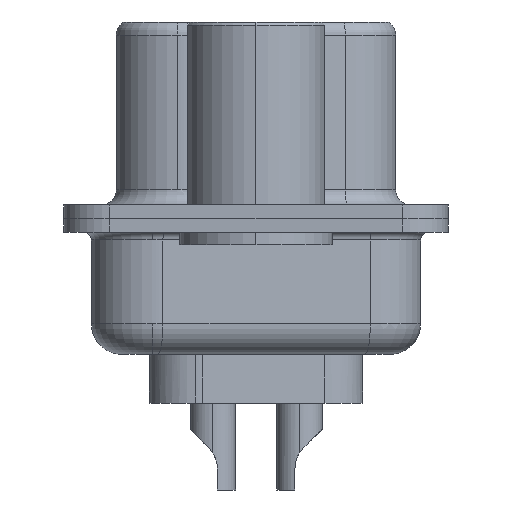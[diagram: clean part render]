
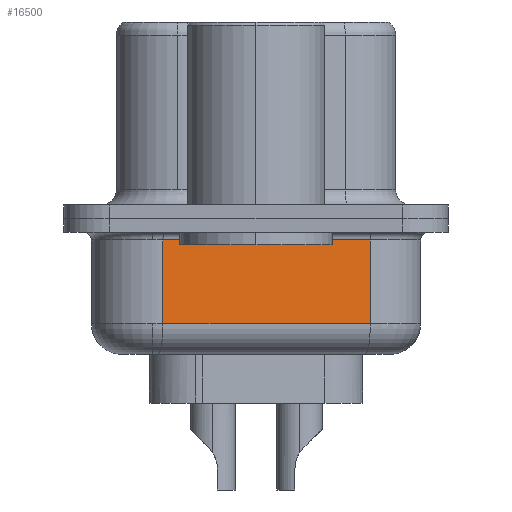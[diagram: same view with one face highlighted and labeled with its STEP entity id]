
A CAD part, left-side view. The second image highlights one B-rep face of the part: STEP entity #16500.
In plain terms, the highlighted planar face has unit normal (-0.985, -0.174, 0).
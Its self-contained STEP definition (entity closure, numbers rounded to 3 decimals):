
#46 = LINE ( 'NONE', #8806, #7023 ) ;
#1214 = CARTESIAN_POINT ( 'NONE',  ( 4.074, -3.747, -3.45 ) ) ;
#1922 = CARTESIAN_POINT ( 'NONE',  ( 2.875, 3.053, -0.7 ) ) ;
#2770 = VECTOR ( 'NONE', #4594, 1000. ) ;
#2937 = ORIENTED_EDGE ( 'NONE', *, *, #10931, .T. ) ;
#3222 = CARTESIAN_POINT ( 'NONE',  ( 2.875, 3.053, -0.7 ) ) ;
#4252 = DIRECTION ( 'NONE',  ( 0.985, 0.174, 0. ) ) ;
#4307 = CARTESIAN_POINT ( 'NONE',  ( 4.074, -3.747, -4.45 ) ) ;
#4594 = DIRECTION ( 'NONE',  ( -0.174, 0.985, 0. ) ) ;
#4728 = EDGE_CURVE ( 'NONE', #12208, #16333, #5755, .T. ) ;
#5755 = LINE ( 'NONE', #6291, #9641 ) ;
#6278 = AXIS2_PLACEMENT_3D ( 'NONE', #6811, #4252, #13391 ) ;
#6291 = CARTESIAN_POINT ( 'NONE',  ( 2.875, 3.053, -4.45 ) ) ;
#6659 = LINE ( 'NONE', #1922, #2770 ) ;
#6811 = CARTESIAN_POINT ( 'NONE',  ( 2.875, 3.053, -4.45 ) ) ;
#6964 = DIRECTION ( 'NONE',  ( 0., 0., 1. ) ) ;
#7023 = VECTOR ( 'NONE', #16654, 1000. ) ;
#7226 = CARTESIAN_POINT ( 'NONE',  ( 4.074, -3.747, -0.7 ) ) ;
#8175 = LINE ( 'NONE', #4307, #11267 ) ;
#8227 = EDGE_CURVE ( 'NONE', #15715, #16333, #6659, .T. ) ;
#8273 = FACE_OUTER_BOUND ( 'NONE', #14757, .T. ) ;
#8806 = CARTESIAN_POINT ( 'NONE',  ( 2.875, 3.053, -3.45 ) ) ;
#9526 = ORIENTED_EDGE ( 'NONE', *, *, #14508, .T. ) ;
#9641 = VECTOR ( 'NONE', #15432, 1000. ) ;
#10931 = EDGE_CURVE ( 'NONE', #11863, #15715, #8175, .T. ) ;
#11267 = VECTOR ( 'NONE', #6964, 1000. ) ;
#11863 = VERTEX_POINT ( 'NONE', #1214 ) ;
#12064 = PLANE ( 'NONE',  #6278 ) ;
#12208 = VERTEX_POINT ( 'NONE', #16806 ) ;
#12452 = ORIENTED_EDGE ( 'NONE', *, *, #4728, .F. ) ;
#13391 = DIRECTION ( 'NONE',  ( -0.174, 0.985, 0. ) ) ;
#14476 = ORIENTED_EDGE ( 'NONE', *, *, #8227, .T. ) ;
#14508 = EDGE_CURVE ( 'NONE', #12208, #11863, #46, .T. ) ;
#14757 = EDGE_LOOP ( 'NONE', ( #12452, #9526, #2937, #14476 ) ) ;
#15432 = DIRECTION ( 'NONE',  ( 0., 0., 1. ) ) ;
#15715 = VERTEX_POINT ( 'NONE', #7226 ) ;
#16333 = VERTEX_POINT ( 'NONE', #3222 ) ;
#16500 = ADVANCED_FACE ( 'NONE', ( #8273 ), #12064, .F. ) ;
#16654 = DIRECTION ( 'NONE',  ( 0.174, -0.985, 0. ) ) ;
#16806 = CARTESIAN_POINT ( 'NONE',  ( 2.875, 3.053, -3.45 ) ) ;
